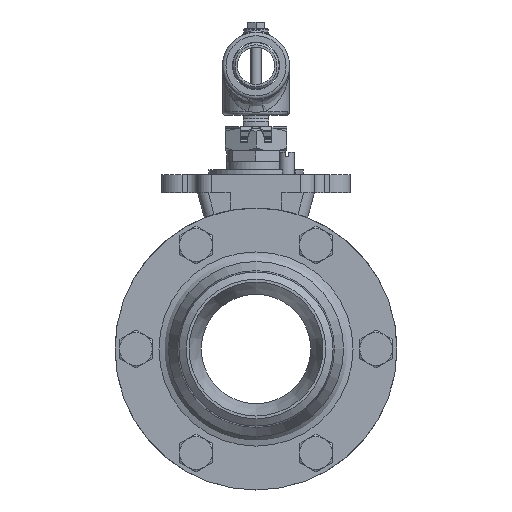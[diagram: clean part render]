
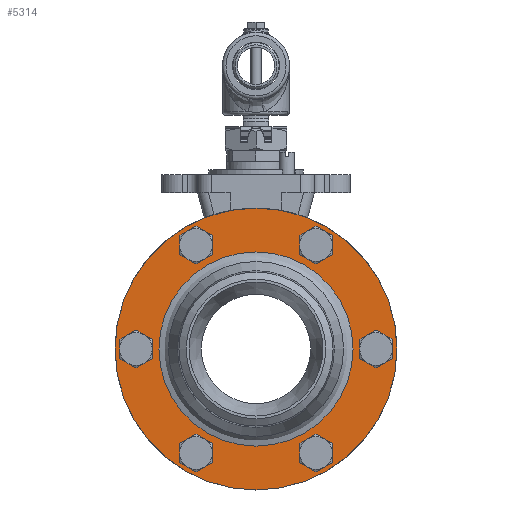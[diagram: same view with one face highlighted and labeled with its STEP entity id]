
A CAD part, front view. The second image highlights one B-rep face of the part: STEP entity #5314.
In plain terms, the highlighted planar face has unit normal (0, -1, 0).
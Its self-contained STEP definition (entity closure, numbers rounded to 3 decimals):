
#4878=CARTESIAN_POINT('',(31.8,-14.25,55.079));
#4879=VERTEX_POINT('',#4878);
#4880=CARTESIAN_POINT('',(34.925,-14.25,60.492));
#4881=DIRECTION('',(0.0,1.,0.0));
#4882=DIRECTION('',(0.5,0.0,0.866));
#4883=AXIS2_PLACEMENT_3D('',#4880,#4881,#4882);
#4884=CIRCLE('',#4883,6.25);
#4885=EDGE_CURVE('',#4879,#4879,#4884,.T.);
#4906=CARTESIAN_POINT('',(-31.8,-14.25,55.079));
#4907=VERTEX_POINT('',#4906);
#4908=CARTESIAN_POINT('',(-34.925,-14.25,60.492));
#4909=DIRECTION('',(0.0,1.0,0.0));
#4910=DIRECTION('',(-0.5,0.0,0.866));
#4911=AXIS2_PLACEMENT_3D('',#4908,#4909,#4910);
#4912=CIRCLE('',#4911,6.25);
#4913=EDGE_CURVE('',#4907,#4907,#4912,.T.);
#4934=CARTESIAN_POINT('',(-63.6,-14.25,0.));
#4935=VERTEX_POINT('',#4934);
#4936=CARTESIAN_POINT('',(-69.85,-14.25,0.));
#4937=DIRECTION('',(0.0,1.0,0.0));
#4938=DIRECTION('',(-1.0,0.0,0.0));
#4939=AXIS2_PLACEMENT_3D('',#4936,#4937,#4938);
#4940=CIRCLE('',#4939,6.25);
#4941=EDGE_CURVE('',#4935,#4935,#4940,.T.);
#4962=CARTESIAN_POINT('',(-31.8,-14.25,-55.079));
#4963=VERTEX_POINT('',#4962);
#4964=CARTESIAN_POINT('',(-34.925,-14.25,-60.492));
#4965=DIRECTION('',(0.0,1.,0.0));
#4966=DIRECTION('',(-0.5,0.0,-0.866));
#4967=AXIS2_PLACEMENT_3D('',#4964,#4965,#4966);
#4968=CIRCLE('',#4967,6.25);
#4969=EDGE_CURVE('',#4963,#4963,#4968,.T.);
#4990=CARTESIAN_POINT('',(31.8,-14.25,-55.079));
#4991=VERTEX_POINT('',#4990);
#4992=CARTESIAN_POINT('',(34.925,-14.25,-60.492));
#4993=DIRECTION('',(0.0,1.0,0.0));
#4994=DIRECTION('',(0.5,0.0,-0.866));
#4995=AXIS2_PLACEMENT_3D('',#4992,#4993,#4994);
#4996=CIRCLE('',#4995,6.25);
#4997=EDGE_CURVE('',#4991,#4991,#4996,.T.);
#5018=CARTESIAN_POINT('',(63.6,-14.25,0.));
#5019=VERTEX_POINT('',#5018);
#5020=CARTESIAN_POINT('',(69.85,-14.25,0.0));
#5021=DIRECTION('',(0.0,1.0,0.0));
#5022=DIRECTION('',(1.0,0.0,0.0));
#5023=AXIS2_PLACEMENT_3D('',#5020,#5021,#5022);
#5024=CIRCLE('',#5023,6.25);
#5025=EDGE_CURVE('',#5019,#5019,#5024,.T.);
#5262=CARTESIAN_POINT('',(0.0,-14.25,56.468));
#5263=VERTEX_POINT('',#5262);
#5264=CARTESIAN_POINT('',(0.0,-14.25,0.0));
#5265=DIRECTION('',(0.0,1.0,0.0));
#5266=DIRECTION('',(0.0,0.0,1.0));
#5267=AXIS2_PLACEMENT_3D('',#5264,#5265,#5266);
#5268=CIRCLE('',#5267,56.468);
#5269=EDGE_CURVE('',#5263,#5263,#5268,.T.);
#5277=CARTESIAN_POINT('',(0.0,-14.25,69.234));
#5278=DIRECTION('',(0.0,-1.0,0.0));
#5279=DIRECTION('',(0.0,0.0,-1.0));
#5280=AXIS2_PLACEMENT_3D('',#5277,#5278,#5279);
#5281=PLANE('',#5280);
#5282=CARTESIAN_POINT('',(0.0,-14.25,82.));
#5283=VERTEX_POINT('',#5282);
#5284=CARTESIAN_POINT('',(0.0,-14.25,0.0));
#5285=DIRECTION('',(0.0,1.0,0.0));
#5286=DIRECTION('',(0.0,0.0,1.0));
#5287=AXIS2_PLACEMENT_3D('',#5284,#5285,#5286);
#5288=CIRCLE('',#5287,82.);
#5289=EDGE_CURVE('',#5283,#5283,#5288,.T.);
#5290=ORIENTED_EDGE('',*,*,#5289,.F.);
#5291=EDGE_LOOP('',(#5290));
#5292=FACE_OUTER_BOUND('',#5291,.T.);
#5293=ORIENTED_EDGE('',*,*,#4885,.T.);
#5294=EDGE_LOOP('',(#5293));
#5295=FACE_BOUND('',#5294,.T.);
#5296=ORIENTED_EDGE('',*,*,#4913,.T.);
#5297=EDGE_LOOP('',(#5296));
#5298=FACE_BOUND('',#5297,.T.);
#5299=ORIENTED_EDGE('',*,*,#4941,.T.);
#5300=EDGE_LOOP('',(#5299));
#5301=FACE_BOUND('',#5300,.T.);
#5302=ORIENTED_EDGE('',*,*,#4969,.T.);
#5303=EDGE_LOOP('',(#5302));
#5304=FACE_BOUND('',#5303,.T.);
#5305=ORIENTED_EDGE('',*,*,#4997,.T.);
#5306=EDGE_LOOP('',(#5305));
#5307=FACE_BOUND('',#5306,.T.);
#5308=ORIENTED_EDGE('',*,*,#5025,.T.);
#5309=EDGE_LOOP('',(#5308));
#5310=FACE_BOUND('',#5309,.T.);
#5311=ORIENTED_EDGE('',*,*,#5269,.T.);
#5312=EDGE_LOOP('',(#5311));
#5313=FACE_BOUND('',#5312,.T.);
#5314=ADVANCED_FACE('',(#5292,#5295,#5298,#5301,#5304,#5307,#5310,#5313),#5281,.T.);
